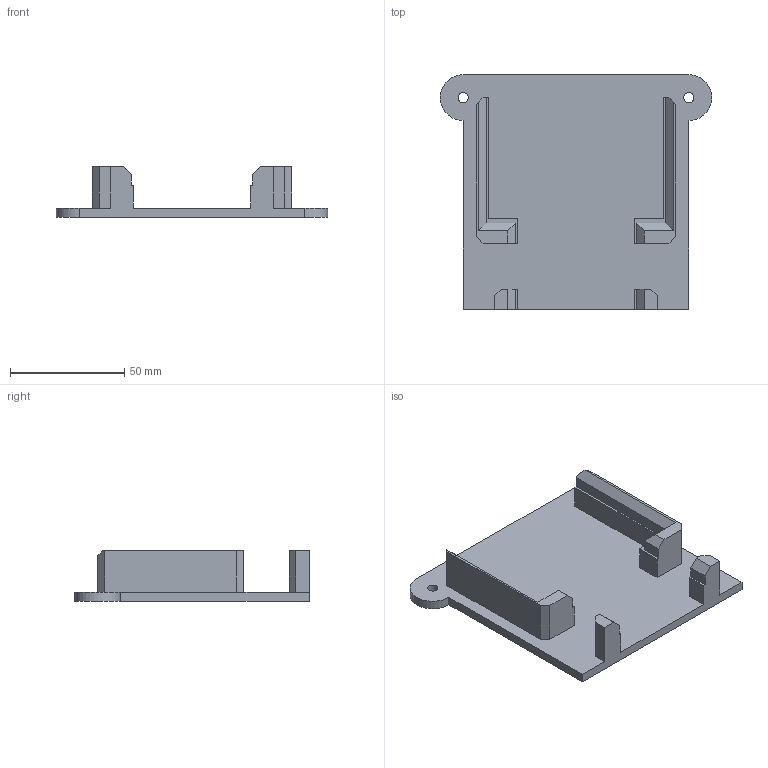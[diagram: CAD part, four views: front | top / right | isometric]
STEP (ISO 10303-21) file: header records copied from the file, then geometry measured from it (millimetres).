
FILE_DESCRIPTION(('FreeCAD Model'),'2;1');
FILE_NAME('Open CASCADE Shape Model','2025-03-18T21:50:29',(''),(''), 'Open CASCADE STEP processor 7.6','FreeCAD','Unknown');
FILE_SCHEMA(('AUTOMOTIVE_DESIGN { 1 0 10303 214 1 1 1 1 }'));
Length unit declared in the file: millimetre
Products named in the file (1): Holder
Bounding box: 118.63 x 102.47 x 22.19 mm (x, y, z)
Volume: 58841.6 mm3; surface area: 29262.9 mm2
Topology: 1 solids, 1 shells, 58 faces, 160 edges, 106 vertices
Faces by surface type: plane 54, cylinder 4
Full cylindrical faces by diameter (mm): 4.5 x2
Entity records: 3950 total; most frequent: CARTESIAN_POINT 693, DIRECTION 598, LINE 464, VECTOR 464, ORIENTED_EDGE 320, PCURVE 320, DEFINITIONAL_REPRESENTATION 320, EDGE_CURVE 160
